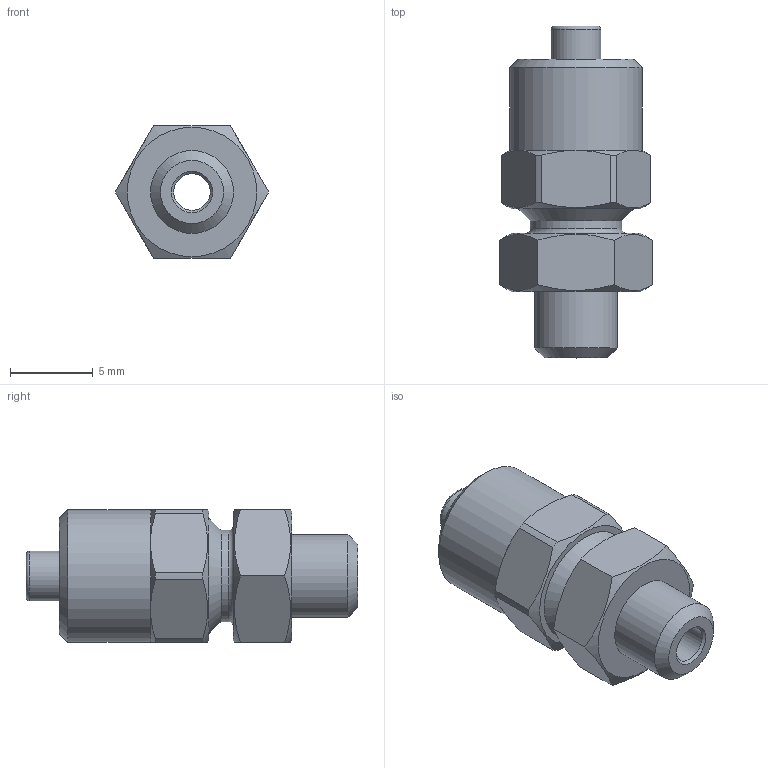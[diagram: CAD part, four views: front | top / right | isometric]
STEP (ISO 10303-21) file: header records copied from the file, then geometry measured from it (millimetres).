
FILE_DESCRIPTION( ( 'STEP AP214' ), '1' );
FILE_NAME( '02020020.stp', '2021-04-16T11:48:52', ( 'License CC BY-ND 4.0' ), ( 'CADENAS' ), ' ', 'PARTsolutions', ' ' );
FILE_SCHEMA( ( 'AUTOMOTIVE_DESIGN { 1 0 10303 214 1 1 1 1 }' ) );
Length unit declared in the file: millimetre
Products named in the file (1): Rivoluzione1
Bounding box: 9.24 x 20 x 8 mm (x, y, z)
Volume: 690.5 mm3; surface area: 752.7 mm2
Topology: 1 solids, 1 shells, 49 faces, 114 edges, 72 vertices
Faces by surface type: plane 19, cone 15, cylinder 13, torus 2
Full cylindrical faces by diameter (mm): 2.2 x1, 3 x1, 3.9 x1, 5 x1, 5.15 x1, 5.5 x1, 8 x1
Entity records: 1393 total; most frequent: CARTESIAN_POINT 368, DIRECTION 200, ORIENTED_EDGE 190, EDGE_CURVE 95, AXIS2_PLACEMENT_3D 91, EDGE_LOOP 74, VERTEX_POINT 71, FACE_OUTER_BOUND 58
